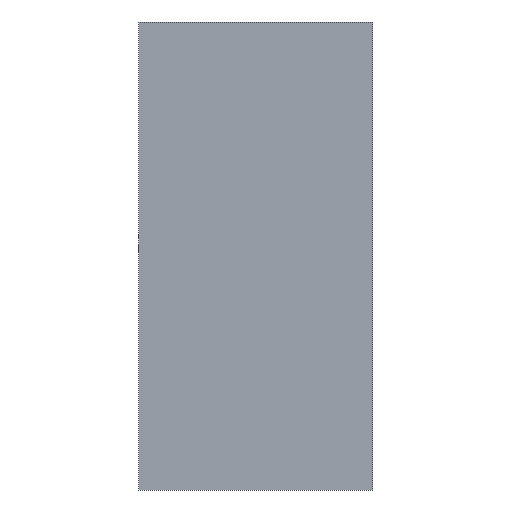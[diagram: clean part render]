
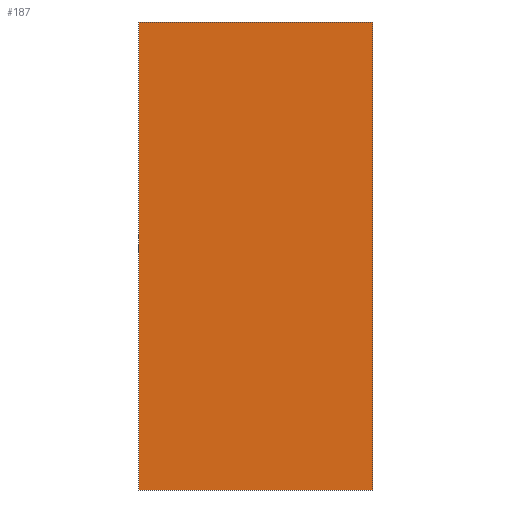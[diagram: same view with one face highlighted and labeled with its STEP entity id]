
A CAD part, front view. The second image highlights one B-rep face of the part: STEP entity #187.
In plain terms, the highlighted planar face has unit normal (0, -1, 0).
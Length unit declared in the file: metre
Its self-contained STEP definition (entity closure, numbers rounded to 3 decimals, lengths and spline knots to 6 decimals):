
#18 = CARTESIAN_POINT ( 'NONE',  ( 0.5, -0.005, -1. ) ) ;
#31 = DIRECTION ( 'NONE',  ( -1., 0., 0. ) ) ;
#34 = VERTEX_POINT ( 'NONE', #226 ) ;
#48 = DIRECTION ( 'NONE',  ( 0., 0., 1. ) ) ;
#49 = DIRECTION ( 'NONE',  ( 1., 0., 0. ) ) ;
#54 = FACE_OUTER_BOUND ( 'NONE', #158, .T. ) ;
#58 = CARTESIAN_POINT ( 'NONE',  ( -0.5, -0.005, -1. ) ) ;
#59 = EDGE_CURVE ( 'NONE', #79, #235, #127, .T. ) ;
#70 = CARTESIAN_POINT ( 'NONE',  ( 0.5, -0.005, 1. ) ) ;
#71 = DIRECTION ( 'NONE',  ( 0., 0., 1. ) ) ;
#79 = VERTEX_POINT ( 'NONE', #58 ) ;
#83 = ORIENTED_EDGE ( 'NONE', *, *, #87, .F. ) ;
#85 = CARTESIAN_POINT ( 'NONE',  ( 0.5, -0.005, -1. ) ) ;
#87 = EDGE_CURVE ( 'NONE', #34, #110, #171, .T. ) ;
#93 = ORIENTED_EDGE ( 'NONE', *, *, #170, .F. ) ;
#97 = ORIENTED_EDGE ( 'NONE', *, *, #184, .F. ) ;
#102 = VECTOR ( 'NONE', #71, 1. ) ;
#104 = CARTESIAN_POINT ( 'NONE',  ( 0., -0.005, 0. ) ) ;
#105 = DIRECTION ( 'NONE',  ( 0., 0., -1. ) ) ;
#108 = CARTESIAN_POINT ( 'NONE',  ( 0.5, -0.005, 1. ) ) ;
#110 = VERTEX_POINT ( 'NONE', #85 ) ;
#112 = AXIS2_PLACEMENT_3D ( 'NONE', #104, #138, #48 ) ;
#127 = LINE ( 'NONE', #180, #102 ) ;
#132 = ORIENTED_EDGE ( 'NONE', *, *, #59, .F. ) ;
#138 = DIRECTION ( 'NONE',  ( 0., 1., 0. ) ) ;
#143 = LINE ( 'NONE', #70, #146 ) ;
#146 = VECTOR ( 'NONE', #49, 1. ) ;
#150 = LINE ( 'NONE', #18, #195 ) ;
#158 = EDGE_LOOP ( 'NONE', ( #132, #97, #83, #93 ) ) ;
#162 = VECTOR ( 'NONE', #105, 1. ) ;
#170 = EDGE_CURVE ( 'NONE', #235, #34, #143, .T. ) ;
#171 = LINE ( 'NONE', #108, #162 ) ;
#180 = CARTESIAN_POINT ( 'NONE',  ( -0.5, -0.005, 1. ) ) ;
#184 = EDGE_CURVE ( 'NONE', #110, #79, #150, .T. ) ;
#187 = ADVANCED_FACE ( 'NONE', ( #54 ), #211, .F. ) ;
#189 = CARTESIAN_POINT ( 'NONE',  ( -0.5, -0.005, 1. ) ) ;
#195 = VECTOR ( 'NONE', #31, 1. ) ;
#211 = PLANE ( 'NONE',  #112 ) ;
#226 = CARTESIAN_POINT ( 'NONE',  ( 0.5, -0.005, 1. ) ) ;
#235 = VERTEX_POINT ( 'NONE', #189 ) ;
